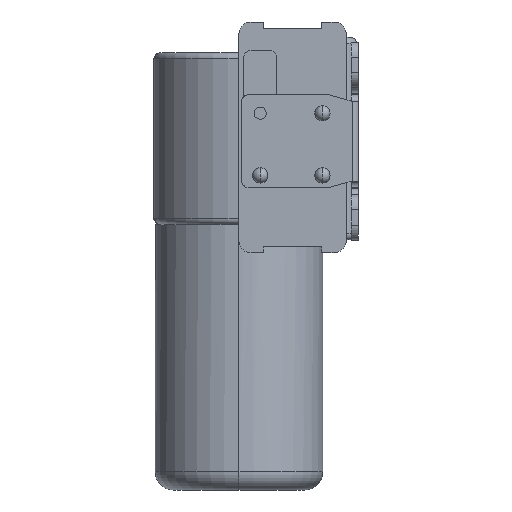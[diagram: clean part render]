
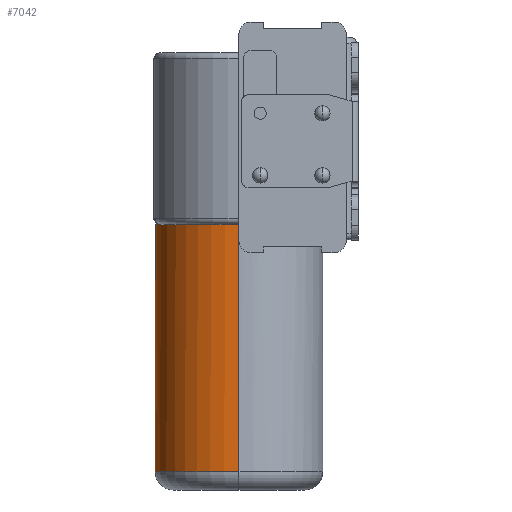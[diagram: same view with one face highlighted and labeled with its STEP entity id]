
A CAD part, left-side view. The second image highlights one B-rep face of the part: STEP entity #7042.
In plain terms, the highlighted cylindrical face has radius 34.925 mm (diameter 69.85 mm), a partial arc.
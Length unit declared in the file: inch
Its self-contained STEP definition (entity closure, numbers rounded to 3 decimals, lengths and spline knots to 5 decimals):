
#1009 = VERTEX_POINT ( 'NONE', #7627 ) ;
#1119 = CARTESIAN_POINT ( 'NONE',  ( 2.59, 1.928, 0.82309 ) ) ;
#1698 = FACE_OUTER_BOUND ( 'NONE', #12712, .T. ) ;
#2141 = CARTESIAN_POINT ( 'NONE',  ( 2.59, 1.928, -3.066 ) ) ;
#2215 = CARTESIAN_POINT ( 'NONE',  ( 1.215, 1.928, -3.066 ) ) ;
#2965 = DIRECTION ( 'NONE',  ( 0., 0., -1. ) ) ;
#3035 = CYLINDRICAL_SURFACE ( 'NONE', #16517, 1.375 ) ;
#3094 = LINE ( 'NONE', #5129, #10474 ) ;
#3787 = DIRECTION ( 'NONE',  ( 0., 0., -1. ) ) ;
#4997 = EDGE_CURVE ( 'NONE', #19749, #16157, #10087, .T. ) ;
#5129 = CARTESIAN_POINT ( 'NONE',  ( 1.215, 1.928, 0.82309 ) ) ;
#5986 = AXIS2_PLACEMENT_3D ( 'NONE', #2141, #3787, #10359 ) ;
#6183 = DIRECTION ( 'NONE',  ( 0., 0., -1. ) ) ;
#6490 = ORIENTED_EDGE ( 'NONE', *, *, #19437, .T. ) ;
#6680 = VERTEX_POINT ( 'NONE', #20502 ) ;
#7016 = ORIENTED_EDGE ( 'NONE', *, *, #13205, .T. ) ;
#7042 = ADVANCED_FACE ( 'NONE', ( #1698 ), #3035, .T. ) ;
#7627 = CARTESIAN_POINT ( 'NONE',  ( 2.08778, 3.208, -3.066 ) ) ;
#7647 = CARTESIAN_POINT ( 'NONE',  ( 3.965, 1.928, -7.116 ) ) ;
#7955 = CARTESIAN_POINT ( 'NONE',  ( 2.59, 1.928, -3.066 ) ) ;
#8590 = ORIENTED_EDGE ( 'NONE', *, *, #12267, .T. ) ;
#8722 = VECTOR ( 'NONE', #17411, 39.37008 ) ;
#8765 = ORIENTED_EDGE ( 'NONE', *, *, #9085, .F. ) ;
#9036 = AXIS2_PLACEMENT_3D ( 'NONE', #7955, #2965, #21692 ) ;
#9085 = EDGE_CURVE ( 'NONE', #19275, #16157, #3094, .T. ) ;
#9194 = AXIS2_PLACEMENT_3D ( 'NONE', #20831, #19045, #10626 ) ;
#9799 = CARTESIAN_POINT ( 'NONE',  ( 1.215, 1.928, -7.116 ) ) ;
#10087 = CIRCLE ( 'NONE', #9194, 1.375 ) ;
#10346 = DIRECTION ( 'NONE',  ( 0., 0., -1. ) ) ;
#10359 = DIRECTION ( 'NONE',  ( 0., -1., 0. ) ) ;
#10474 = VECTOR ( 'NONE', #10346, 39.37008 ) ;
#10626 = DIRECTION ( 'NONE',  ( -1., 0., 0. ) ) ;
#12267 = EDGE_CURVE ( 'NONE', #1009, #6680, #21336, .T. ) ;
#12712 = EDGE_LOOP ( 'NONE', ( #8590, #7016, #15141, #8765, #6490 ) ) ;
#13205 = EDGE_CURVE ( 'NONE', #6680, #19749, #13260, .T. ) ;
#13260 = LINE ( 'NONE', #18702, #8722 ) ;
#15141 = ORIENTED_EDGE ( 'NONE', *, *, #4997, .T. ) ;
#16157 = VERTEX_POINT ( 'NONE', #9799 ) ;
#16517 = AXIS2_PLACEMENT_3D ( 'NONE', #1119, #6183, #16611 ) ;
#16611 = DIRECTION ( 'NONE',  ( -1., 0., 0. ) ) ;
#17411 = DIRECTION ( 'NONE',  ( 0., 0., -1. ) ) ;
#17626 = CIRCLE ( 'NONE', #9036, 1.375 ) ;
#18702 = CARTESIAN_POINT ( 'NONE',  ( 3.965, 1.928, 0.82309 ) ) ;
#19045 = DIRECTION ( 'NONE',  ( 0., 0., 1. ) ) ;
#19275 = VERTEX_POINT ( 'NONE', #2215 ) ;
#19437 = EDGE_CURVE ( 'NONE', #19275, #1009, #17626, .T. ) ;
#19749 = VERTEX_POINT ( 'NONE', #7647 ) ;
#20502 = CARTESIAN_POINT ( 'NONE',  ( 3.965, 1.928, -3.066 ) ) ;
#20831 = CARTESIAN_POINT ( 'NONE',  ( 2.59, 1.928, -7.116 ) ) ;
#21336 = CIRCLE ( 'NONE', #5986, 1.375 ) ;
#21692 = DIRECTION ( 'NONE',  ( 0., -1., 0. ) ) ;
